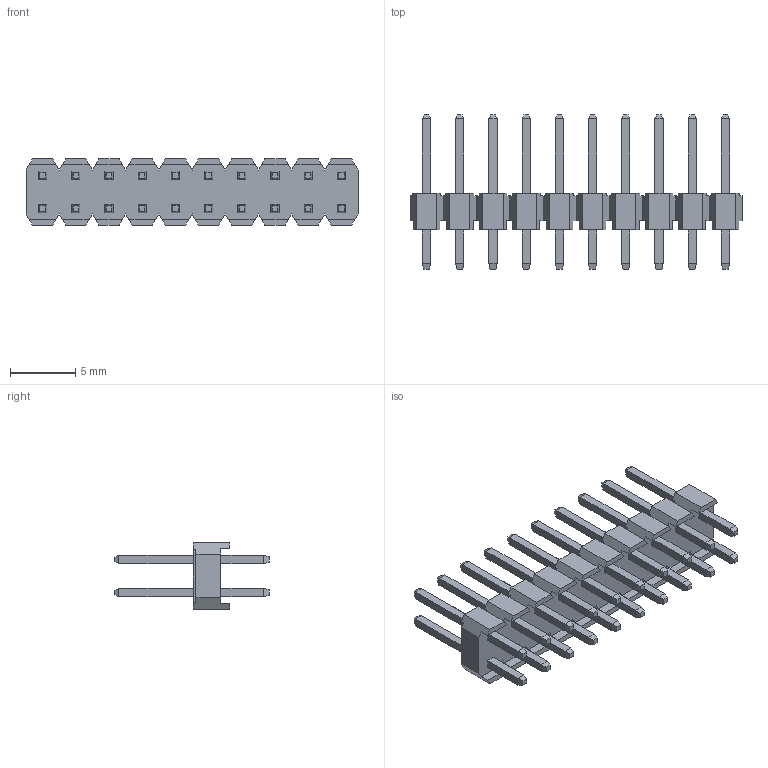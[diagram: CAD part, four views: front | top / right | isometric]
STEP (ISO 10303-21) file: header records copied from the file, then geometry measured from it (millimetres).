
FILE_DESCRIPTION (( 'STEP AP214' ), '1' );
FILE_NAME ('PLD-20.STEP', '2011-05-17T11:10:34', ( 'vpeshkov' ), ( 'licard' ), 'SwSTEP 2.0', 'SolidWorks 2009', '' );
FILE_SCHEMA (( 'AUTOMOTIVE_DESIGN' ));
Length unit declared in the file: millimetre
Products named in the file (1): PLD-20
Bounding box: 25.4 x 11.8 x 5.08 mm (x, y, z)
Volume: 338.2 mm3; surface area: 960.5 mm2
Topology: 1 solids, 1 shells, 504 faces, 1226 edges, 764 vertices
Faces by surface type: plane 504
Entity records: 18224 total; most frequent: CARTESIAN_POINT 2495, ORIENTED_EDGE 2452, DIRECTION 2236, EDGE_CURVE 1226, VECTOR 1226, LINE 1226, VERTEX_POINT 764, EDGE_LOOP 544
